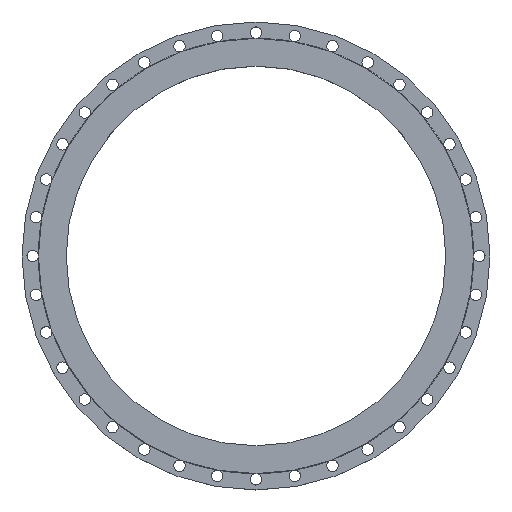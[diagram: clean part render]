
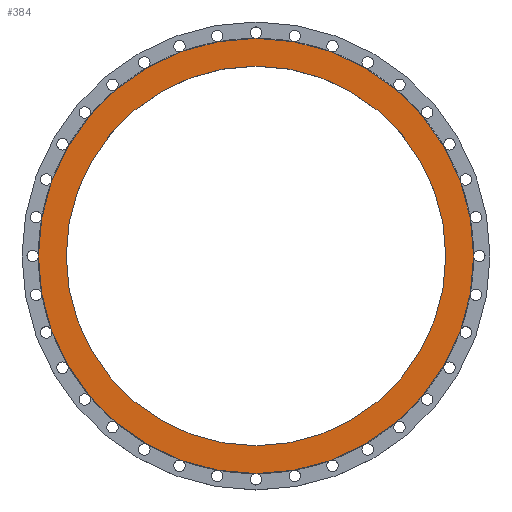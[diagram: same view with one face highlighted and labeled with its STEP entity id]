
A CAD part, top view. The second image highlights one B-rep face of the part: STEP entity #384.
In plain terms, the highlighted planar face has unit normal (0, 0, 1).
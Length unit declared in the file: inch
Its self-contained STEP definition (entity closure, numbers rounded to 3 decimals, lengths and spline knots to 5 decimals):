
#36 = AXIS2_PLACEMENT_3D ( 'NONE', #1285, #3614, #2149 ) ;
#94 = CIRCLE ( 'NONE', #1373, 16.625 ) ;
#100 = CIRCLE ( 'NONE', #36, 14.5 ) ;
#158 = CARTESIAN_POINT ( 'NONE',  ( 0., 0., 0. ) ) ;
#196 = PLANE ( 'NONE',  #2444 ) ;
#229 = DIRECTION ( 'NONE',  ( 0., 0., -1. ) ) ;
#308 = EDGE_LOOP ( 'NONE', ( #3079, #1948 ) ) ;
#384 = ADVANCED_FACE ( 'NONE', ( #1638, #2797 ), #196, .F. ) ;
#457 = DIRECTION ( 'NONE',  ( 0., 0., 1. ) ) ;
#692 = AXIS2_PLACEMENT_3D ( 'NONE', #2049, #2586, #1710 ) ;
#765 = VERTEX_POINT ( 'NONE', #1200 ) ;
#806 = DIRECTION ( 'NONE',  ( -1., 0., 0. ) ) ;
#808 = AXIS2_PLACEMENT_3D ( 'NONE', #969, #2125, #2764 ) ;
#969 = CARTESIAN_POINT ( 'NONE',  ( 0., 0., 0. ) ) ;
#1056 = EDGE_CURVE ( 'NONE', #765, #1105, #100, .T. ) ;
#1080 = CARTESIAN_POINT ( 'NONE',  ( 14.5, 0., 0. ) ) ;
#1105 = VERTEX_POINT ( 'NONE', #1080 ) ;
#1200 = CARTESIAN_POINT ( 'NONE',  ( -14.5, 0., 0. ) ) ;
#1285 = CARTESIAN_POINT ( 'NONE',  ( 0., 0., 0. ) ) ;
#1363 = CARTESIAN_POINT ( 'NONE',  ( 0., 14.5, 0. ) ) ;
#1373 = AXIS2_PLACEMENT_3D ( 'NONE', #158, #457, #1632 ) ;
#1604 = CIRCLE ( 'NONE', #692, 14.5 ) ;
#1632 = DIRECTION ( 'NONE',  ( 1., 0., 0. ) ) ;
#1638 = FACE_BOUND ( 'NONE', #2298, .T. ) ;
#1710 = DIRECTION ( 'NONE',  ( 1., 0., 0. ) ) ;
#1778 = VERTEX_POINT ( 'NONE', #3435 ) ;
#1854 = ORIENTED_EDGE ( 'NONE', *, *, #1056, .F. ) ;
#1861 = ORIENTED_EDGE ( 'NONE', *, *, #3282, .F. ) ;
#1948 = ORIENTED_EDGE ( 'NONE', *, *, #2406, .T. ) ;
#2049 = CARTESIAN_POINT ( 'NONE',  ( 0., 0., 0. ) ) ;
#2125 = DIRECTION ( 'NONE',  ( 0., 0., 1. ) ) ;
#2149 = DIRECTION ( 'NONE',  ( 1., 0., 0. ) ) ;
#2298 = EDGE_LOOP ( 'NONE', ( #1861, #1854 ) ) ;
#2406 = EDGE_CURVE ( 'NONE', #3085, #1778, #3310, .T. ) ;
#2444 = AXIS2_PLACEMENT_3D ( 'NONE', #1363, #229, #806 ) ;
#2586 = DIRECTION ( 'NONE',  ( 0., 0., 1. ) ) ;
#2726 = CARTESIAN_POINT ( 'NONE',  ( -16.625, 0., 0. ) ) ;
#2764 = DIRECTION ( 'NONE',  ( 1., 0., 0. ) ) ;
#2797 = FACE_OUTER_BOUND ( 'NONE', #308, .T. ) ;
#3079 = ORIENTED_EDGE ( 'NONE', *, *, #3477, .T. ) ;
#3085 = VERTEX_POINT ( 'NONE', #2726 ) ;
#3282 = EDGE_CURVE ( 'NONE', #1105, #765, #1604, .T. ) ;
#3310 = CIRCLE ( 'NONE', #808, 16.625 ) ;
#3435 = CARTESIAN_POINT ( 'NONE',  ( 16.625, 0., 0. ) ) ;
#3477 = EDGE_CURVE ( 'NONE', #1778, #3085, #94, .T. ) ;
#3614 = DIRECTION ( 'NONE',  ( 0., 0., 1. ) ) ;
